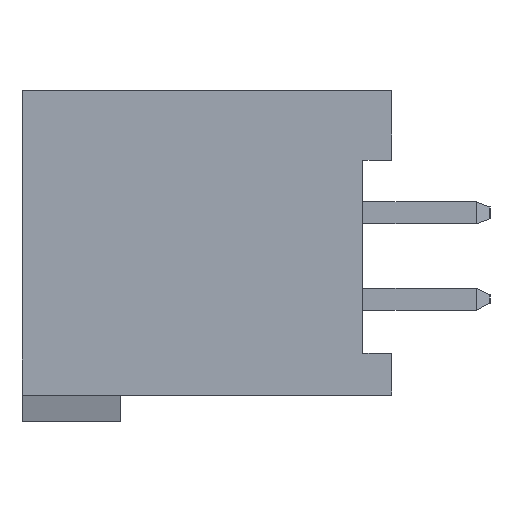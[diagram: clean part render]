
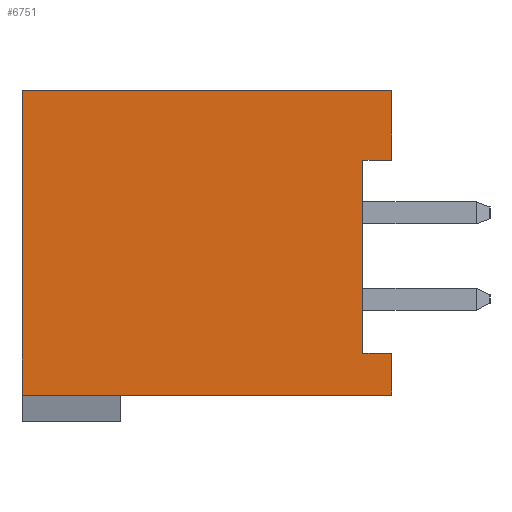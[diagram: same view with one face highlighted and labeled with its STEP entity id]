
A CAD part, left-side view. The second image highlights one B-rep face of the part: STEP entity #6751.
In plain terms, the highlighted planar face has unit normal (-1, 0, 0).
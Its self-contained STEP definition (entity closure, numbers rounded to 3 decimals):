
#773=DIRECTION('',(0.,0.,1.));
#774=VECTOR('',#773,2.05);
#775=CARTESIAN_POINT('',(-16.41,-5.45,2.825));
#776=LINE('',#775,#774);
#793=DIRECTION('',(0.,0.,1.));
#794=VECTOR('',#793,1.225);
#795=CARTESIAN_POINT('',(-16.41,-5.45,-4.1));
#796=LINE('',#795,#794);
#817=DIRECTION('',(0.,-1.,0.));
#818=VECTOR('',#817,10.9);
#819=CARTESIAN_POINT('',(-16.41,5.45,-4.1));
#820=LINE('',#819,#818);
#821=DIRECTION('',(0.,0.,1.));
#822=VECTOR('',#821,8.975);
#823=CARTESIAN_POINT('',(-16.41,5.45,-4.1));
#824=LINE('',#823,#822);
#825=DIRECTION('',(0.,1.,0.));
#826=VECTOR('',#825,0.85);
#827=CARTESIAN_POINT('',(-16.41,-5.45,2.825));
#828=LINE('',#827,#826);
#829=DIRECTION('',(0.,0.,1.));
#830=VECTOR('',#829,5.7);
#831=CARTESIAN_POINT('',(-16.41,-4.6,-2.875));
#832=LINE('',#831,#830);
#833=DIRECTION('',(0.,1.,0.));
#834=VECTOR('',#833,0.85);
#835=CARTESIAN_POINT('',(-16.41,-5.45,-2.875));
#836=LINE('',#835,#834);
#841=DIRECTION('',(0.,-1.,0.));
#842=VECTOR('',#841,10.9);
#843=CARTESIAN_POINT('',(-16.41,5.45,4.875));
#844=LINE('',#843,#842);
#4505=CARTESIAN_POINT('',(-16.41,5.45,4.875));
#4506=CARTESIAN_POINT('',(-16.41,-5.45,4.875));
#4507=VERTEX_POINT('',#4505);
#4508=VERTEX_POINT('',#4506);
#4525=CARTESIAN_POINT('',(-16.41,-5.45,-2.875));
#4526=CARTESIAN_POINT('',(-16.41,-4.6,-2.875));
#4527=VERTEX_POINT('',#4525);
#4528=VERTEX_POINT('',#4526);
#4529=CARTESIAN_POINT('',(-16.41,-4.6,2.825));
#4530=VERTEX_POINT('',#4529);
#4531=CARTESIAN_POINT('',(-16.41,-5.45,2.825));
#4532=VERTEX_POINT('',#4531);
#4619=CARTESIAN_POINT('',(-16.41,5.45,-4.1));
#4620=CARTESIAN_POINT('',(-16.41,-5.45,-4.1));
#4621=VERTEX_POINT('',#4619);
#4622=VERTEX_POINT('',#4620);
#6734=CARTESIAN_POINT('',(-16.41,5.45,-4.875));
#6735=DIRECTION('',(-1.,0.,0.));
#6736=DIRECTION('',(0.,-1.,0.));
#6737=AXIS2_PLACEMENT_3D('',#6734,#6735,#6736);
#6738=PLANE('',#6737);
#6739=ORIENTED_EDGE('',*,*,#6079,.F.);
#6740=ORIENTED_EDGE('',*,*,#5967,.T.);
#6742=ORIENTED_EDGE('',*,*,#6741,.T.);
#6743=ORIENTED_EDGE('',*,*,#6686,.F.);
#6744=ORIENTED_EDGE('',*,*,#6347,.T.);
#6745=ORIENTED_EDGE('',*,*,#6388,.F.);
#6747=ORIENTED_EDGE('',*,*,#6746,.F.);
#6748=ORIENTED_EDGE('',*,*,#6713,.F.);
#6749=EDGE_LOOP('',(#6739,#6740,#6742,#6743,#6744,#6745,#6747,#6748));
#6750=FACE_OUTER_BOUND('',#6749,.F.);
#6751=ADVANCED_FACE('',(#6750),#6738,.T.);
#5967=EDGE_CURVE('',#4621,#4507,#824,.T.);
#6079=EDGE_CURVE('',#4621,#4622,#820,.T.);
#6347=EDGE_CURVE('',#4532,#4530,#828,.T.);
#6388=EDGE_CURVE('',#4528,#4530,#832,.T.);
#6686=EDGE_CURVE('',#4532,#4508,#776,.T.);
#6713=EDGE_CURVE('',#4622,#4527,#796,.T.);
#6741=EDGE_CURVE('',#4507,#4508,#844,.T.);
#6746=EDGE_CURVE('',#4527,#4528,#836,.T.);
